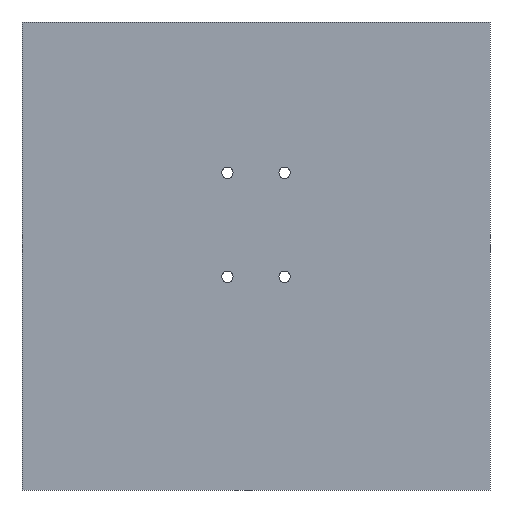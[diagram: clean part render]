
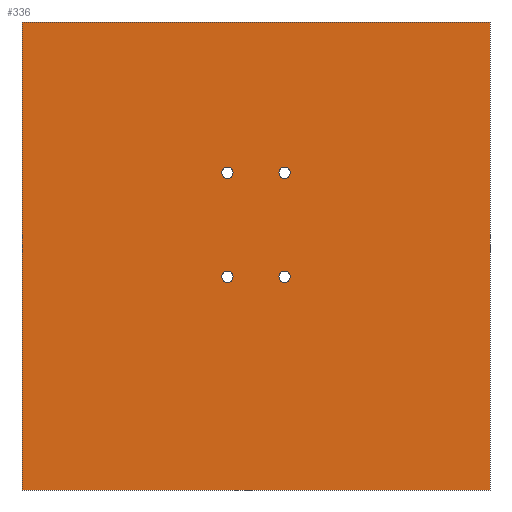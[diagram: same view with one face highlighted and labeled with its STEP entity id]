
A CAD part, front view. The second image highlights one B-rep face of the part: STEP entity #336.
In plain terms, the highlighted planar face has unit normal (0, -1, 0).
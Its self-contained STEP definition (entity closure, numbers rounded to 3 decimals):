
#1=DIRECTION('',(0.,0.,1.));
#2=VECTOR('',#1,180.);
#3=CARTESIAN_POINT('',(-90.,0.,-90.));
#4=LINE('',#3,#2);
#5=DIRECTION('',(1.,0.,0.));
#6=VECTOR('',#5,180.);
#7=CARTESIAN_POINT('',(-90.,0.,90.));
#8=LINE('',#7,#6);
#9=DIRECTION('',(0.,0.,-1.));
#10=VECTOR('',#9,180.);
#11=CARTESIAN_POINT('',(90.,0.,90.));
#12=LINE('',#11,#10);
#13=DIRECTION('',(-1.,0.,0.));
#14=VECTOR('',#13,180.);
#15=CARTESIAN_POINT('',(90.,0.,-90.));
#16=LINE('',#15,#14);
#17=CARTESIAN_POINT('',(11.,0.,-8.));
#18=DIRECTION('',(0.,1.,0.));
#19=DIRECTION('',(0.,0.,1.));
#20=AXIS2_PLACEMENT_3D('',#17,#18,#19);
#22=CARTESIAN_POINT('',(11.,0.,-8.));
#23=DIRECTION('',(0.,1.,0.));
#24=DIRECTION('',(0.,0.,-1.));
#25=AXIS2_PLACEMENT_3D('',#22,#23,#24);
#27=CARTESIAN_POINT('',(11.,0.,32.));
#28=DIRECTION('',(0.,1.,0.));
#29=DIRECTION('',(0.,0.,1.));
#30=AXIS2_PLACEMENT_3D('',#27,#28,#29);
#32=CARTESIAN_POINT('',(11.,0.,32.));
#33=DIRECTION('',(0.,1.,0.));
#34=DIRECTION('',(0.,0.,-1.));
#35=AXIS2_PLACEMENT_3D('',#32,#33,#34);
#37=CARTESIAN_POINT('',(-11.,0.,-8.));
#38=DIRECTION('',(0.,1.,0.));
#39=DIRECTION('',(0.,0.,1.));
#40=AXIS2_PLACEMENT_3D('',#37,#38,#39);
#42=CARTESIAN_POINT('',(-11.,0.,-8.));
#43=DIRECTION('',(0.,1.,0.));
#44=DIRECTION('',(0.,0.,-1.));
#45=AXIS2_PLACEMENT_3D('',#42,#43,#44);
#47=CARTESIAN_POINT('',(-11.,0.,32.));
#48=DIRECTION('',(0.,1.,0.));
#49=DIRECTION('',(0.,0.,1.));
#50=AXIS2_PLACEMENT_3D('',#47,#48,#49);
#52=CARTESIAN_POINT('',(-11.,0.,32.));
#53=DIRECTION('',(0.,1.,0.));
#54=DIRECTION('',(0.,0.,-1.));
#55=AXIS2_PLACEMENT_3D('',#52,#53,#54);
#233=CARTESIAN_POINT('',(-90.,0.,-90.));
#234=CARTESIAN_POINT('',(-90.,0.,90.));
#235=VERTEX_POINT('',#233);
#236=VERTEX_POINT('',#234);
#237=CARTESIAN_POINT('',(90.,0.,90.));
#238=VERTEX_POINT('',#237);
#239=CARTESIAN_POINT('',(90.,0.,-90.));
#240=VERTEX_POINT('',#239);
#249=CARTESIAN_POINT('',(11.,0.,-5.826));
#250=CARTESIAN_POINT('',(11.,0.,-10.174));
#251=VERTEX_POINT('',#249);
#252=VERTEX_POINT('',#250);
#253=CARTESIAN_POINT('',(11.,0.,34.174));
#254=CARTESIAN_POINT('',(11.,0.,29.826));
#255=VERTEX_POINT('',#253);
#256=VERTEX_POINT('',#254);
#257=CARTESIAN_POINT('',(-11.,0.,-5.826));
#258=CARTESIAN_POINT('',(-11.,0.,-10.174));
#259=VERTEX_POINT('',#257);
#260=VERTEX_POINT('',#258);
#261=CARTESIAN_POINT('',(-11.,0.,34.174));
#262=CARTESIAN_POINT('',(-11.,0.,29.826));
#263=VERTEX_POINT('',#261);
#264=VERTEX_POINT('',#262);
#297=CARTESIAN_POINT('',(0.,0.,0.));
#298=DIRECTION('',(0.,1.,0.));
#299=DIRECTION('',(1.,0.,0.));
#300=AXIS2_PLACEMENT_3D('',#297,#298,#299);
#301=PLANE('',#300);
#303=ORIENTED_EDGE('',*,*,#302,.T.);
#305=ORIENTED_EDGE('',*,*,#304,.T.);
#307=ORIENTED_EDGE('',*,*,#306,.T.);
#309=ORIENTED_EDGE('',*,*,#308,.T.);
#310=EDGE_LOOP('',(#303,#305,#307,#309));
#311=FACE_OUTER_BOUND('',#310,.F.);
#313=ORIENTED_EDGE('',*,*,#312,.F.);
#315=ORIENTED_EDGE('',*,*,#314,.F.);
#316=EDGE_LOOP('',(#313,#315));
#317=FACE_BOUND('',#316,.F.);
#319=ORIENTED_EDGE('',*,*,#318,.F.);
#321=ORIENTED_EDGE('',*,*,#320,.F.);
#322=EDGE_LOOP('',(#319,#321));
#323=FACE_BOUND('',#322,.F.);
#325=ORIENTED_EDGE('',*,*,#324,.F.);
#327=ORIENTED_EDGE('',*,*,#326,.F.);
#328=EDGE_LOOP('',(#325,#327));
#329=FACE_BOUND('',#328,.F.);
#331=ORIENTED_EDGE('',*,*,#330,.F.);
#333=ORIENTED_EDGE('',*,*,#332,.F.);
#334=EDGE_LOOP('',(#331,#333));
#335=FACE_BOUND('',#334,.F.);
#336=ADVANCED_FACE('',(#311,#317,#323,#329,#335),#301,.F.);
#21=CIRCLE('',#20,2.174);
#26=CIRCLE('',#25,2.174);
#31=CIRCLE('',#30,2.174);
#36=CIRCLE('',#35,2.174);
#41=CIRCLE('',#40,2.174);
#46=CIRCLE('',#45,2.174);
#51=CIRCLE('',#50,2.174);
#56=CIRCLE('',#55,2.174);
#302=EDGE_CURVE('',#235,#236,#4,.T.);
#304=EDGE_CURVE('',#236,#238,#8,.T.);
#306=EDGE_CURVE('',#238,#240,#12,.T.);
#308=EDGE_CURVE('',#240,#235,#16,.T.);
#312=EDGE_CURVE('',#251,#252,#21,.T.);
#314=EDGE_CURVE('',#252,#251,#26,.T.);
#318=EDGE_CURVE('',#255,#256,#31,.T.);
#320=EDGE_CURVE('',#256,#255,#36,.T.);
#324=EDGE_CURVE('',#259,#260,#41,.T.);
#326=EDGE_CURVE('',#260,#259,#46,.T.);
#330=EDGE_CURVE('',#263,#264,#51,.T.);
#332=EDGE_CURVE('',#264,#263,#56,.T.);
